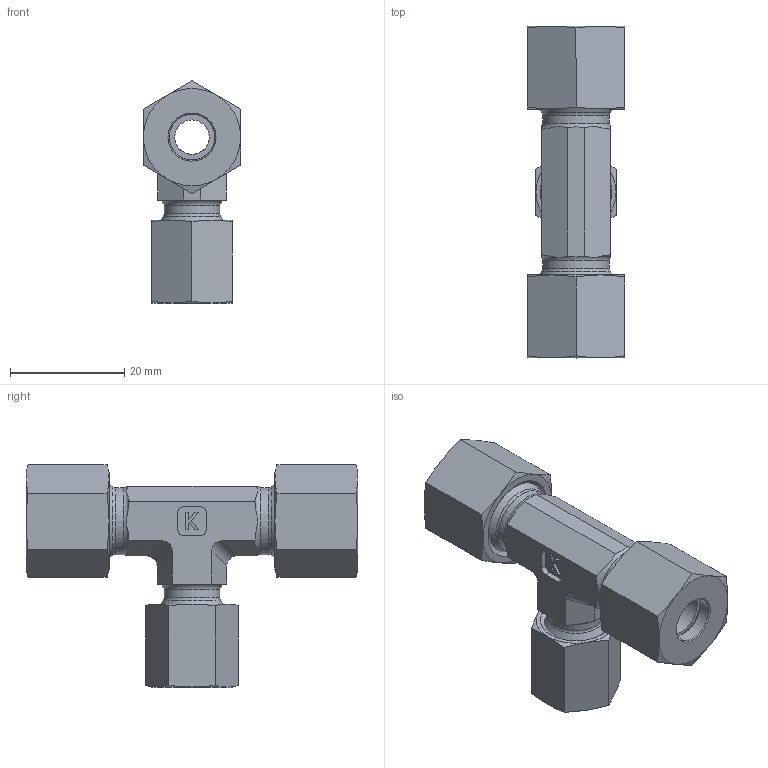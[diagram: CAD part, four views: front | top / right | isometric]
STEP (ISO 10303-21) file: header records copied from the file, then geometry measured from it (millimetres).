
FILE_DESCRIPTION((''),'2;1');
FILE_NAME('384080806.stp','2014-08-15T15:19:02',(''),('KNOMI spol. s r. o.'),'Autodesk Inventor 2012','Autodesk Inventor 2012','');
FILE_SCHEMA(('AUTOMOTIVE_DESIGN { 1 2 10303 214 0 1 1 1 }'));
Length unit declared in the file: millimetre
Products named in the file (6): TS2K 08/08/06L M14/M14/M12; 374 080806; 40108; 3910814; 40106; 3910612
Assembly tree (7 placements, depth 2):
  TS2K 08/08/06L M14/M14/M12
    374 080806
    40108  x2
    3910814  x2
    40106
    3910612
Bounding box: 17 x 58 x 38.81 mm (x, y, z)
Volume: 11676.1 mm3; surface area: 10138.3 mm2
Topology: 7 solids, 7 shells, 191 faces, 458 edges, 295 vertices
Faces by surface type: plane 80, cone 66, cylinder 36, torus 9
Full cylindrical faces by diameter (mm): 4 x1, 6 x4, 8 x7, 9.7 x1, 10 x3, 10.376 x1, 11.7 x2, 12 x3, 12.376 x2, 14 x2
Entity records: 4620 total; most frequent: CARTESIAN_POINT 957, DIRECTION 704, ORIENTED_EDGE 610, EDGE_CURVE 305, AXIS2_PLACEMENT_3D 288, EDGE_LOOP 226, VERTEX_POINT 217, STYLED_ITEM 169
